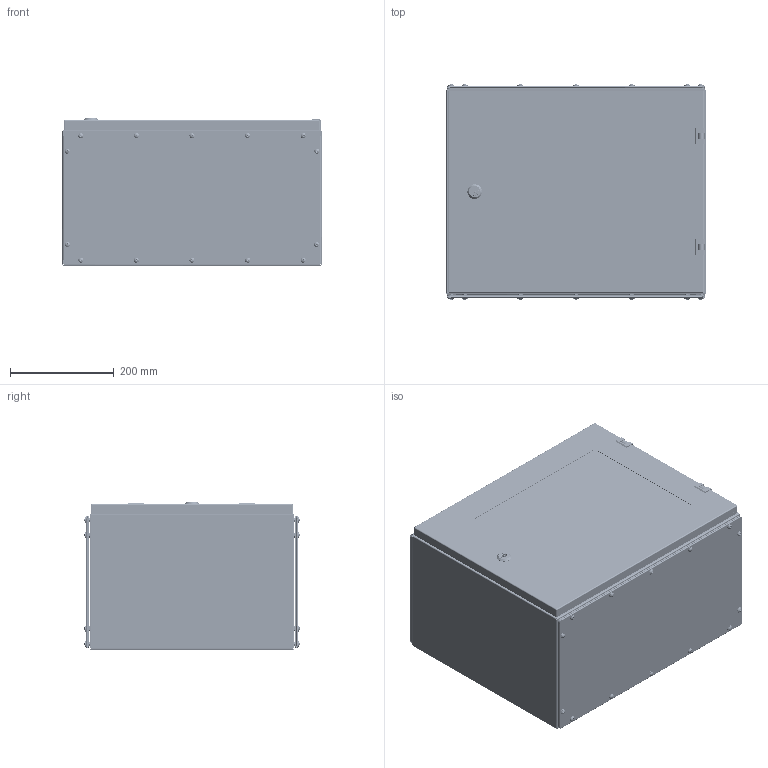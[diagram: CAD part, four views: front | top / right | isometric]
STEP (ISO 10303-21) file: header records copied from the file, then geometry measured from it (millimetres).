
FILE_DESCRIPTION (( 'STEP AP214' ), '1' );
FILE_NAME ('13.050.040.28.STEP', '2024-06-10T08:07:54', ( '' ), ( '' ), 'SwSTEP 2.0', 'SolidWorks 2021', '' );
FILE_SCHEMA (( 'AUTOMOTIVE_DESIGN' ));
Length unit declared in the file: millimetre
Products named in the file (28): Ïðîêëàäêà êðûøêè W500D280; Ãàéêà M6 DIN6923.step; Øïèëüêà ïðèâàðíàÿ Ì6õ20; Øïèëüêà ïðèâàðíàÿ Ì6õ10; 13.050.040.28; Êîðïóñ øêàôà W500H400D280; Ñòåêëÿííàÿ äâåðü ÑÁ W500H400; ﾇ瑟鶴 ﾀﾑ ms1000-3M.stp; Êàðêàñ øêàôà W500H400D280; 8SJ_MS705_0510.stp; 栺樏鋋 W500H400; Çàêëåïêà ðåçüáîâàÿ Ì5 øåñòèãðàííàÿ ñ óìåíüøåííûì áîðòîì; 8SJ_MS705_0010.stp; Ïîäñòàâêà W500; SW6X8.stp; Âèíò DIN 967 Ì5õ16 ñ ïîëóêðóãëîé ãîëîâêîé ñ êðåñòîîáðàçíûì øëèöåì; 署赅 W500D280; ﾄ粢鮱 W500H400; 8SJ_MS705_0760.stp; 8SJ_S1B_0001.stp; Çàêëåïêà ðåçüáîâàÿ Ì8 øåñòèãðàííàÿ ñ óìåíüøåííûì áîðòîì; Áîëò Ì6õ10 ñ øåñòèãðàííîé ãîëîâêîé ñ ïðåññøàéáîé; 嵑謺麃 檐; Ïîäñòàâêà H400; Ïåðåìû÷êà êàðêàñà W500; Ãàñêåòèíã W500H400; Øïèëüêà ïðèâàðíàÿ Ì6õ15; 8SJ_MS705-1_0040.stp
Assembly tree (119 placements, depth 4):
  13.050.040.28
    Êàðêàñ øêàôà W500H400D280
      Êîðïóñ øêàôà W500H400D280
      Ïåðåìû÷êà êàðêàñà W500  x2
      Øïèëüêà ïðèâàðíàÿ Ì6õ15  x8
      Øïèëüêà ïðèâàðíàÿ Ì6õ20  x4
    署赅 W500D280  x2
    Ïðîêëàäêà êðûøêè W500D280  x2
    Ñòåêëÿííàÿ äâåðü ÑÁ W500H400
      ﾄ粢鮱 W500H400
      Ãàñêåòèíã W500H400
      ﾇ瑟鶴 ﾀﾑ ms1000-3M.stp
        8SJ_MS705_0010.stp
        8SJ_MS705_0510.stp
        8SJ_MS705_0760.stp
        8SJ_S1B_0001.stp
        8SJ_MS705-1_0040.stp
        SW6X8.stp
      Øïèëüêà ïðèâàðíàÿ Ì6õ10  x10
      栺樏鋋 W500H400
      Ãàéêà M6 DIN6923.step  x10
      Ïîäñòàâêà H400  x2
      Ïîäñòàâêà W500  x2
    嵑謺麃 檐  x2
    Áîëò Ì6õ10 ñ øåñòèãðàííîé ãîëîâêîé ñ ïðåññøàéáîé  x2
    Çàêëåïêà ðåçüáîâàÿ Ì5 øåñòèãðàííàÿ ñ óìåíüøåííûì áîðòîì  x28
    Âèíò DIN 967 Ì5õ16 ñ ïîëóêðóãëîé ãîëîâêîé ñ êðåñòîîáðàçíûì øëèöåì  x28
    Çàêëåïêà ðåçüáîâàÿ Ì8 øåñòèãðàííàÿ ñ óìåíüøåííûì áîðòîì  x4
Bounding box: 500 x 415.17 x 284.65 mm (x, y, z)
Volume: 1744394.5 mm3; surface area: 2454529.9 mm2
Topology: 117 solids, 123 shells, 5944 faces, 14992 edges, 9377 vertices
Faces by surface type: plane 2547, cylinder 2116, bspline 480, cone 390, torus 299, sphere 112
Entity records: 86705 total; most frequent: CARTESIAN_POINT 43244, ORIENTED_EDGE 9300, DIRECTION 7744, EDGE_CURVE 4656, VERTEX_POINT 2879, AXIS2_PLACEMENT_3D 2618, LINE 2508, VECTOR 2508
